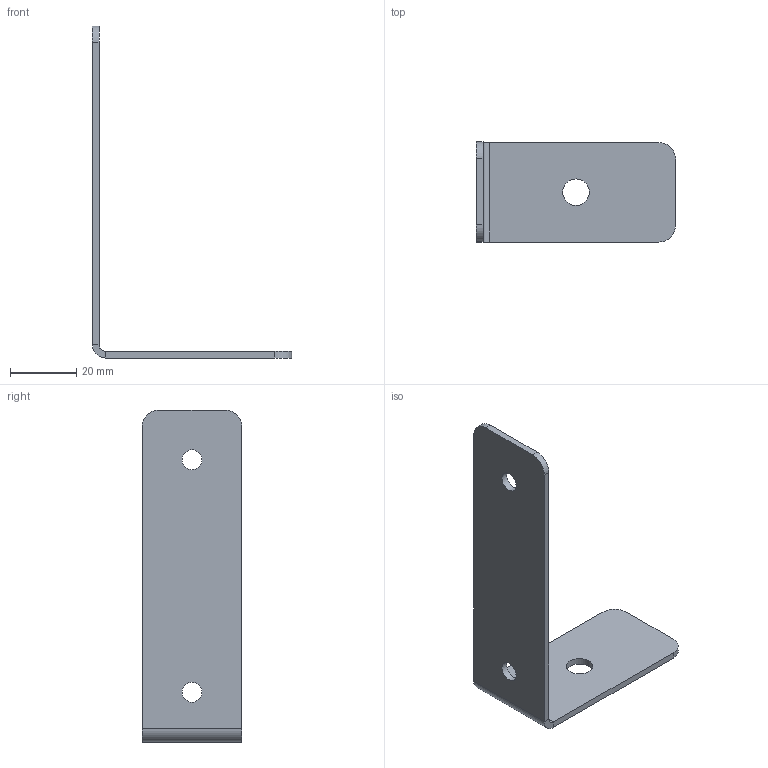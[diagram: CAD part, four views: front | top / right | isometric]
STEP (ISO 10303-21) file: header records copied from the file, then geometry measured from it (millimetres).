
FILE_DESCRIPTION(/* description */ ('STEP AP214'),/* implementation_level */ '2;1');
FILE_NAME(/* name */ '689dde2f81f6b06c91c6c589',/* time_stamp */ '2025-08-14T13:01:36Z',/* author */ (''),/* organization */ (''),/* preprocessor_version */ 'ST-DEVELOPER v20',/* originating_system */ 'ONSHAPE BY PTC INC, 1.202',/* authorisation */ ' ');
FILE_SCHEMA (('AUTOMOTIVE_DESIGN {1 0 10303 214 3 1 1}'));
Length unit declared in the file: metre
Products named in the file (1): Part 1
Bounding box: 60 x 30 x 100 mm (x, y, z)
Volume: 9146.2 mm3; surface area: 10001.5 mm2
Topology: 1 solids, 1 shells, 21 faces, 49 edges, 30 vertices
Faces by surface type: plane 12, cylinder 9
Full cylindrical faces by diameter (mm): 6 x2, 8 x1
Entity records: 624 total; most frequent: DIRECTION 108, CARTESIAN_POINT 98, ORIENTED_EDGE 92, EDGE_CURVE 46, AXIS2_PLACEMENT_3D 40, VERTEX_POINT 30, EDGE_LOOP 30, FACE_BOUND 30
